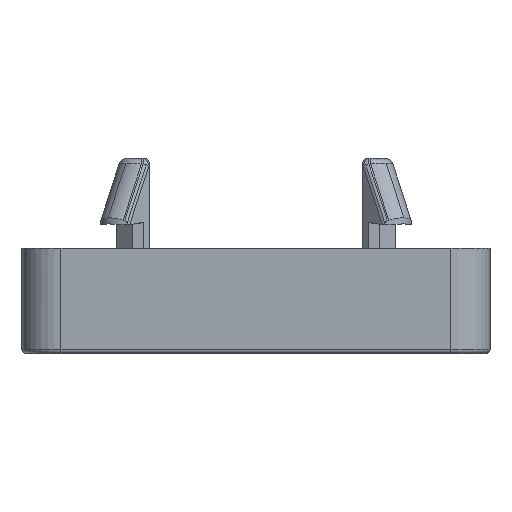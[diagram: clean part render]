
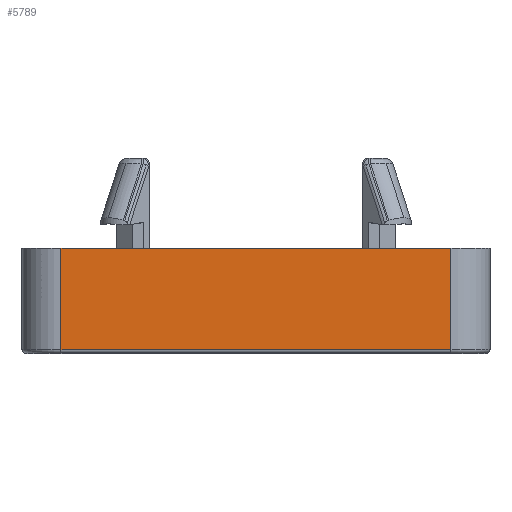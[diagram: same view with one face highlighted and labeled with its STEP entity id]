
A CAD part, left-side view. The second image highlights one B-rep face of the part: STEP entity #5789.
In plain terms, the highlighted planar face has unit normal (-1, 0, 0).
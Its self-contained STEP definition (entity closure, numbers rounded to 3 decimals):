
#304 = VECTOR ( 'NONE', #12259, 1000. ) ;
#568 = VERTEX_POINT ( 'NONE', #10888 ) ;
#786 = EDGE_CURVE ( 'NONE', #4199, #3344, #3406, .T. ) ;
#989 = DIRECTION ( 'NONE',  ( 0., 0., -1. ) ) ;
#1019 = ORIENTED_EDGE ( 'NONE', *, *, #5261, .F. ) ;
#1572 = CARTESIAN_POINT ( 'NONE',  ( -74., -25., 0. ) ) ;
#2676 = LINE ( 'NONE', #4950, #6077 ) ;
#3035 = LINE ( 'NONE', #6520, #304 ) ;
#3172 = CARTESIAN_POINT ( 'NONE',  ( -74., 25., 0. ) ) ;
#3344 = VERTEX_POINT ( 'NONE', #12667 ) ;
#3406 = LINE ( 'NONE', #12712, #8388 ) ;
#3950 = EDGE_LOOP ( 'NONE', ( #5422, #13989, #1019, #4636 ) ) ;
#4199 = VERTEX_POINT ( 'NONE', #1572 ) ;
#4636 = ORIENTED_EDGE ( 'NONE', *, *, #8334, .T. ) ;
#4950 = CARTESIAN_POINT ( 'NONE',  ( -74., -25., -13. ) ) ;
#5261 = EDGE_CURVE ( 'NONE', #568, #4199, #3035, .T. ) ;
#5422 = ORIENTED_EDGE ( 'NONE', *, *, #13696, .F. ) ;
#5789 = ADVANCED_FACE ( 'NONE', ( #9065 ), #8083, .T. ) ;
#6077 = VECTOR ( 'NONE', #9628, 1000. ) ;
#6520 = CARTESIAN_POINT ( 'NONE',  ( -74., 25., 0. ) ) ;
#6697 = VECTOR ( 'NONE', #989, 1000. ) ;
#8029 = DIRECTION ( 'NONE',  ( 0., 0., -1. ) ) ;
#8083 = PLANE ( 'NONE',  #13370 ) ;
#8227 = CARTESIAN_POINT ( 'NONE',  ( -74., 25., 0. ) ) ;
#8334 = EDGE_CURVE ( 'NONE', #568, #9820, #14441, .T. ) ;
#8388 = VECTOR ( 'NONE', #8029, 1000. ) ;
#9065 = FACE_OUTER_BOUND ( 'NONE', #3950, .T. ) ;
#9628 = DIRECTION ( 'NONE',  ( 0., 1., 0. ) ) ;
#9820 = VERTEX_POINT ( 'NONE', #11848 ) ;
#10888 = CARTESIAN_POINT ( 'NONE',  ( -74., 25., 0. ) ) ;
#11848 = CARTESIAN_POINT ( 'NONE',  ( -74., 25., -13. ) ) ;
#12259 = DIRECTION ( 'NONE',  ( 0., -1., 0. ) ) ;
#12667 = CARTESIAN_POINT ( 'NONE',  ( -74., -25., -13. ) ) ;
#12712 = CARTESIAN_POINT ( 'NONE',  ( -74., -25., 0. ) ) ;
#12764 = DIRECTION ( 'NONE',  ( 0., 0., 1. ) ) ;
#13370 = AXIS2_PLACEMENT_3D ( 'NONE', #8227, #13676, #12764 ) ;
#13676 = DIRECTION ( 'NONE',  ( -1., 0., 0. ) ) ;
#13696 = EDGE_CURVE ( 'NONE', #3344, #9820, #2676, .T. ) ;
#13989 = ORIENTED_EDGE ( 'NONE', *, *, #786, .F. ) ;
#14441 = LINE ( 'NONE', #3172, #6697 ) ;
